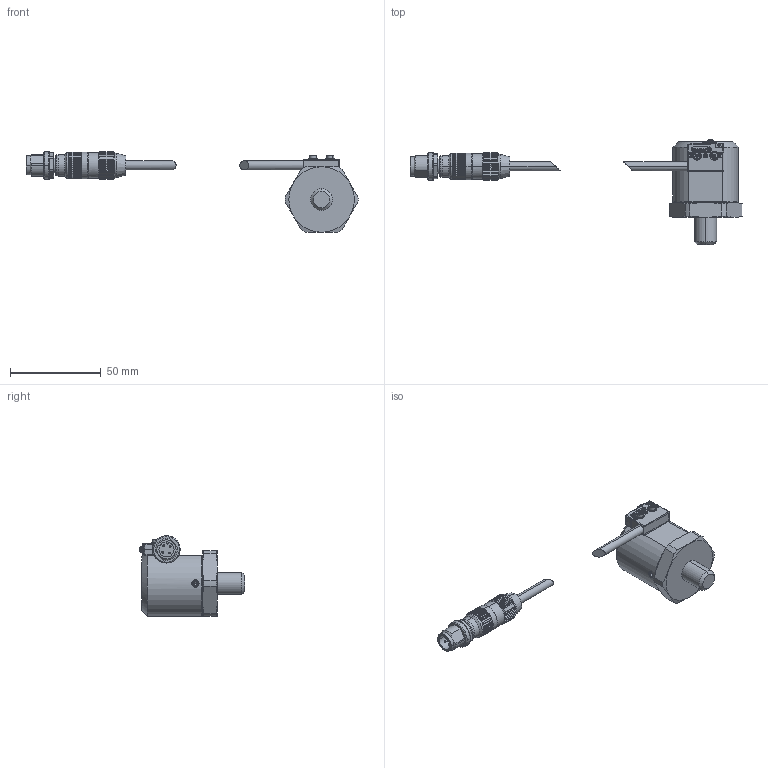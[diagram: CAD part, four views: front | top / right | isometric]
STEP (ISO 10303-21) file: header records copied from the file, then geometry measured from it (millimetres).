
FILE_DESCRIPTION(('STEP AP214'),'1');
FILE_NAME('HALDERN_EH_22810_1012.stp','2020-02-28T09:45:23',('TraceParts'),('TraceParts S.A.'),'Spatial InterOp 3D',' ',' ');
FILE_SCHEMA(('AUTOMOTIVE_DESIGN { 1 0 10303 214 1 1 1 1 }'));
Length unit declared in the file: millimetre
Products named in the file (1): HALDERN_EH_22810_1012_1
Bounding box: 182.46 x 57.75 x 44.23 mm (x, y, z)
Volume: 46464.1 mm3; surface area: 21067.5 mm2
Topology: 15 solids, 15 shells, 1602 faces, 4273 edges, 2726 vertices
Faces by surface type: plane 912, cylinder 409, cone 157, bspline 67, torus 34, sphere 23
Entity records: 67199 total; most frequent: CARTESIAN_POINT 17348, ORIENTED_EDGE 8390, DIRECTION 6576, EDGE_CURVE 4195, VERTEX_POINT 2700, LINE 2290, VECTOR 2290, AXIS2_PLACEMENT_3D 2143
